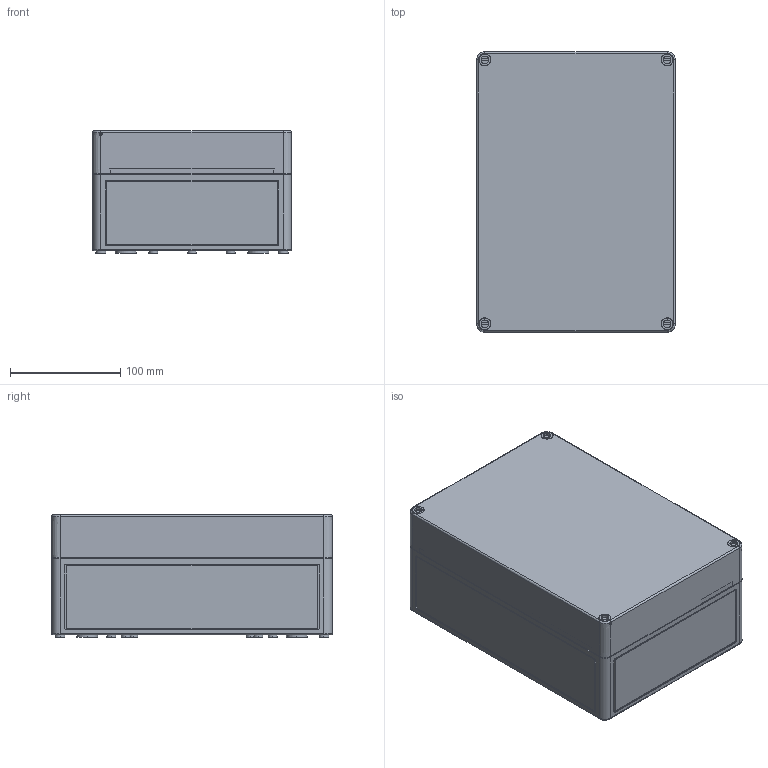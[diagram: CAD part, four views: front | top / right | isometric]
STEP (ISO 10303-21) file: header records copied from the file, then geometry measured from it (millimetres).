
FILE_DESCRIPTION (( 'STEP AP203' ), '1' );
FILE_NAME ('60182521.step', '2014-12-03T14:59:04', ( 'Windows-Benutzer' ), ( '' ), 'SwSTEP 2.0', 'SolidWorks 2014', '' );
FILE_SCHEMA (( 'CONFIG_CONTROL_DESIGN' ));
Length unit declared in the file: millimetre
Products named in the file (1): 60182521
Bounding box: 180 x 254 x 110.7 mm (x, y, z)
Volume: 645746.6 mm3; surface area: 401091.3 mm2
Topology: 6 solids, 6 shells, 1045 faces, 2678 edges, 1748 vertices
Faces by surface type: plane 529, cylinder 362, cone 100, bspline 54
Entity records: 32763 total; most frequent: CARTESIAN_POINT 6862, DIRECTION 5486, ORIENTED_EDGE 5356, EDGE_CURVE 2678, AXIS2_PLACEMENT_3D 2016, VERTEX_POINT 1748, LINE 1454, VECTOR 1454
